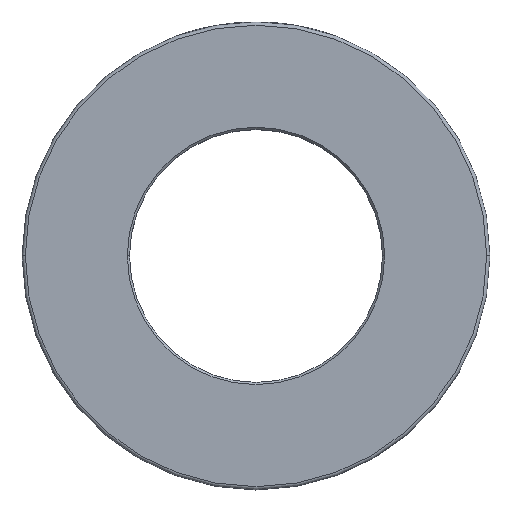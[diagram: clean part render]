
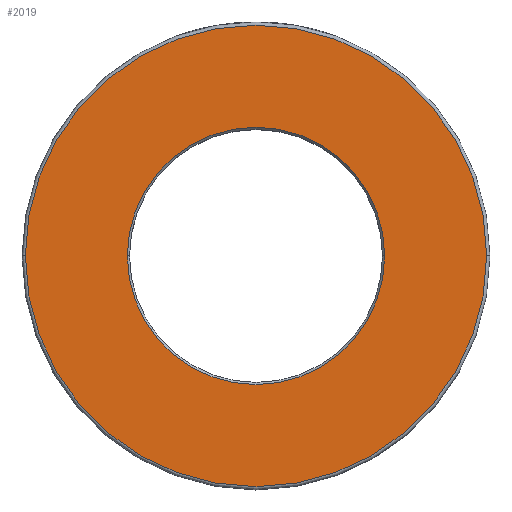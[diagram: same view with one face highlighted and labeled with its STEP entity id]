
A CAD part, top view. The second image highlights one B-rep face of the part: STEP entity #2019.
In plain terms, the highlighted planar face has unit normal (0, 0, 1).
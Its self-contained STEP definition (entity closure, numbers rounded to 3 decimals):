
#26 = CARTESIAN_POINT ( 'NONE',  ( -54.25, 0., 13. ) ) ;
#101 = DIRECTION ( 'NONE',  ( 0., 0., -1. ) ) ;
#153 = CARTESIAN_POINT ( 'NONE',  ( 0., 0., 13. ) ) ;
#166 = CARTESIAN_POINT ( 'NONE',  ( 54.25, 0., 13. ) ) ;
#171 = DIRECTION ( 'NONE',  ( 1., 0., 0. ) ) ;
#246 = AXIS2_PLACEMENT_3D ( 'NONE', #1805, #494, #2411 ) ;
#361 = AXIS2_PLACEMENT_3D ( 'NONE', #756, #101, #514 ) ;
#437 = EDGE_LOOP ( 'NONE', ( #1870, #799 ) ) ;
#487 = EDGE_LOOP ( 'NONE', ( #2157, #1875 ) ) ;
#494 = DIRECTION ( 'NONE',  ( 0., 0., 1. ) ) ;
#513 = FACE_BOUND ( 'NONE', #437, .T. ) ;
#514 = DIRECTION ( 'NONE',  ( 1., 0., 0. ) ) ;
#646 = CARTESIAN_POINT ( 'NONE',  ( 0., 0., 13. ) ) ;
#709 = EDGE_CURVE ( 'NONE', #1997, #2220, #1953, .T. ) ;
#756 = CARTESIAN_POINT ( 'NONE',  ( 0., 0., 13. ) ) ;
#762 = CARTESIAN_POINT ( 'NONE',  ( 0., 0., 13. ) ) ;
#765 = CARTESIAN_POINT ( 'NONE',  ( -30.25, 0., 13. ) ) ;
#788 = DIRECTION ( 'NONE',  ( 1., 0., 0. ) ) ;
#799 = ORIENTED_EDGE ( 'NONE', *, *, #1692, .T. ) ;
#838 = CIRCLE ( 'NONE', #1167, 54.25 ) ;
#975 = CIRCLE ( 'NONE', #1943, 30.25 ) ;
#1167 = AXIS2_PLACEMENT_3D ( 'NONE', #153, #2096, #788 ) ;
#1536 = EDGE_CURVE ( 'NONE', #1664, #1732, #975, .T. ) ;
#1560 = CIRCLE ( 'NONE', #361, 30.25 ) ;
#1664 = VERTEX_POINT ( 'NONE', #2666 ) ;
#1692 = EDGE_CURVE ( 'NONE', #1732, #1664, #1560, .T. ) ;
#1732 = VERTEX_POINT ( 'NONE', #765 ) ;
#1777 = EDGE_CURVE ( 'NONE', #2220, #1997, #838, .T. ) ;
#1805 = CARTESIAN_POINT ( 'NONE',  ( 0., 0., 13. ) ) ;
#1851 = AXIS2_PLACEMENT_3D ( 'NONE', #762, #2728, #171 ) ;
#1870 = ORIENTED_EDGE ( 'NONE', *, *, #1536, .T. ) ;
#1875 = ORIENTED_EDGE ( 'NONE', *, *, #1777, .T. ) ;
#1943 = AXIS2_PLACEMENT_3D ( 'NONE', #646, #2182, #1995 ) ;
#1953 = CIRCLE ( 'NONE', #246, 54.25 ) ;
#1995 = DIRECTION ( 'NONE',  ( 1., 0., 0. ) ) ;
#1997 = VERTEX_POINT ( 'NONE', #166 ) ;
#2019 = ADVANCED_FACE ( 'NONE', ( #2620, #513 ), #2295, .T. ) ;
#2096 = DIRECTION ( 'NONE',  ( 0., 0., 1. ) ) ;
#2157 = ORIENTED_EDGE ( 'NONE', *, *, #709, .T. ) ;
#2182 = DIRECTION ( 'NONE',  ( 0., 0., -1. ) ) ;
#2220 = VERTEX_POINT ( 'NONE', #26 ) ;
#2295 = PLANE ( 'NONE',  #1851 ) ;
#2411 = DIRECTION ( 'NONE',  ( 1., 0., 0. ) ) ;
#2620 = FACE_OUTER_BOUND ( 'NONE', #487, .T. ) ;
#2666 = CARTESIAN_POINT ( 'NONE',  ( 30.25, 0., 13. ) ) ;
#2728 = DIRECTION ( 'NONE',  ( 0., 0., 1. ) ) ;
